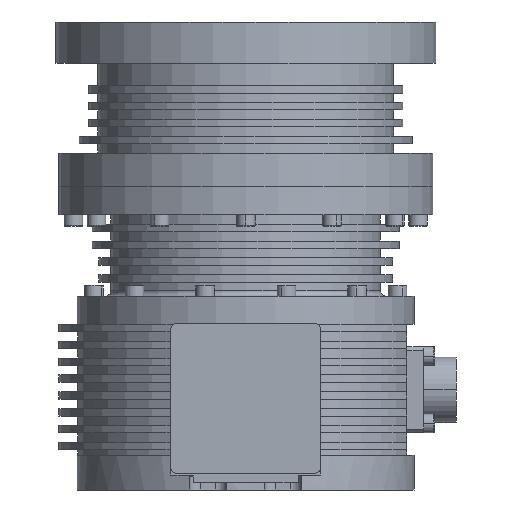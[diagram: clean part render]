
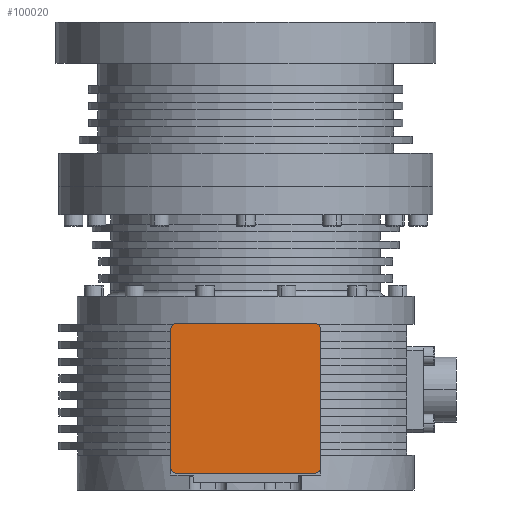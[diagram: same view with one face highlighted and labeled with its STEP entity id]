
A CAD part, front view. The second image highlights one B-rep face of the part: STEP entity #100020.
In plain terms, the highlighted planar face has unit normal (0, -1, 0).
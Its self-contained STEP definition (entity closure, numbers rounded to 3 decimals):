
#98000=CARTESIAN_POINT('',(-37.,-141.,-162.));
#98010=VERTEX_POINT('',#98000);
#98040=CARTESIAN_POINT('',(-37.,-141.,-165.));
#98050=DIRECTION('',(0.,-1.,0.));
#98060=DIRECTION('',(0.,0.,1.));
#98070=AXIS2_PLACEMENT_3D('',#98040,#98050,#98060);
#98080=CIRCLE('',#98070,3.);
#98090=CARTESIAN_POINT('',(-40.,-141.,-165.));
#98100=VERTEX_POINT('',#98090);
#98110=EDGE_CURVE('',#98010,#98100,#98080,.T.);
#98320=CARTESIAN_POINT('',(37.,-141.,-162.));
#98330=VERTEX_POINT('',#98320);
#98360=CARTESIAN_POINT('',(37.,-141.,-162.));
#98370=DIRECTION('',(-1.,0.,0.));
#98380=VECTOR('',#98370,1.);
#98390=LINE('',#98360,#98380);
#98400=EDGE_CURVE('',#98330,#98010,#98390,.T.);
#98560=CARTESIAN_POINT('',(40.,-141.,-165.));
#98570=VERTEX_POINT('',#98560);
#98600=CARTESIAN_POINT('',(37.,-141.,-165.));
#98610=DIRECTION('',(0.,-1.,0.));
#98620=DIRECTION('',(1.,0.,0.));
#98630=AXIS2_PLACEMENT_3D('',#98600,#98610,#98620);
#98640=CIRCLE('',#98630,3.);
#98650=EDGE_CURVE('',#98570,#98330,#98640,.T.);
#98810=CARTESIAN_POINT('',(40.,-141.,-239.));
#98820=VERTEX_POINT('',#98810);
#98850=CARTESIAN_POINT('',(40.,-141.,-239.));
#98860=DIRECTION('',(0.,0.,1.));
#98870=VECTOR('',#98860,1.);
#98880=LINE('',#98850,#98870);
#98890=EDGE_CURVE('',#98820,#98570,#98880,.T.);
#99050=CARTESIAN_POINT('',(37.,-141.,-242.));
#99060=VERTEX_POINT('',#99050);
#99090=CARTESIAN_POINT('',(37.,-141.,-239.));
#99100=DIRECTION('',(0.,-1.,0.));
#99110=DIRECTION('',(0.,0.,-1.));
#99120=AXIS2_PLACEMENT_3D('',#99090,#99100,#99110);
#99130=CIRCLE('',#99120,3.);
#99140=EDGE_CURVE('',#99060,#98820,#99130,.T.);
#99300=CARTESIAN_POINT('',(-37.,-141.,-242.));
#99310=VERTEX_POINT('',#99300);
#99340=CARTESIAN_POINT('',(-37.,-141.,-242.));
#99350=DIRECTION('',(1.,0.,0.));
#99360=VECTOR('',#99350,1.);
#99370=LINE('',#99340,#99360);
#99380=EDGE_CURVE('',#99310,#99060,#99370,.T.);
#99540=CARTESIAN_POINT('',(-40.,-141.,-239.));
#99550=VERTEX_POINT('',#99540);
#99580=CARTESIAN_POINT('',(-37.,-141.,-239.));
#99590=DIRECTION('',(0.,-1.,0.));
#99600=DIRECTION('',(-1.,0.,0.));
#99610=AXIS2_PLACEMENT_3D('',#99580,#99590,#99600);
#99620=CIRCLE('',#99610,3.);
#99630=EDGE_CURVE('',#99550,#99310,#99620,.T.);
#99760=CARTESIAN_POINT('',(-40.,-141.,-165.));
#99770=DIRECTION('',(0.,0.,-1.));
#99780=VECTOR('',#99770,1.);
#99790=LINE('',#99760,#99780);
#99800=EDGE_CURVE('',#98100,#99550,#99790,.T.);
#99870=CARTESIAN_POINT('',(18.134,-141.,-243.64));
#99880=DIRECTION('',(0.,-1.,0.));
#99890=DIRECTION('',(1.,0.,0.));
#99900=AXIS2_PLACEMENT_3D('',#99870,#99880,#99890);
#99910=PLANE('',#99900);
#99920=ORIENTED_EDGE('',*,*,#98110,.T.);
#99930=ORIENTED_EDGE('',*,*,#98400,.T.);
#99940=ORIENTED_EDGE('',*,*,#98650,.T.);
#99950=ORIENTED_EDGE('',*,*,#98890,.T.);
#99960=ORIENTED_EDGE('',*,*,#99140,.T.);
#99970=ORIENTED_EDGE('',*,*,#99380,.T.);
#99980=ORIENTED_EDGE('',*,*,#99630,.T.);
#99990=ORIENTED_EDGE('',*,*,#99800,.T.);
#100000=EDGE_LOOP('',(#99990,#99980,#99970,#99960,#99950,#99940,#99930,
#99920));
#100010=FACE_OUTER_BOUND('',#100000,.T.);
#100020=ADVANCED_FACE('',(#100010),#99910,.T.);
